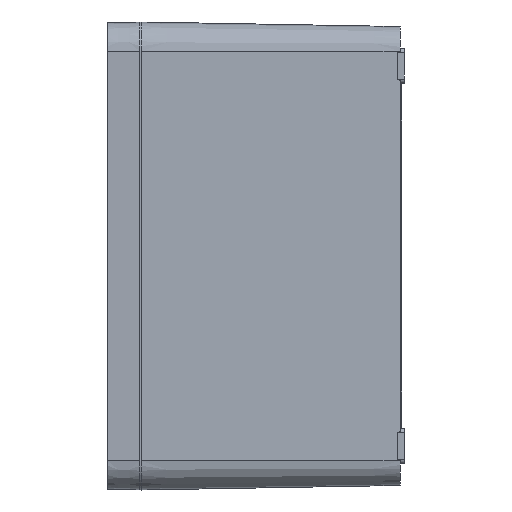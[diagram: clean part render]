
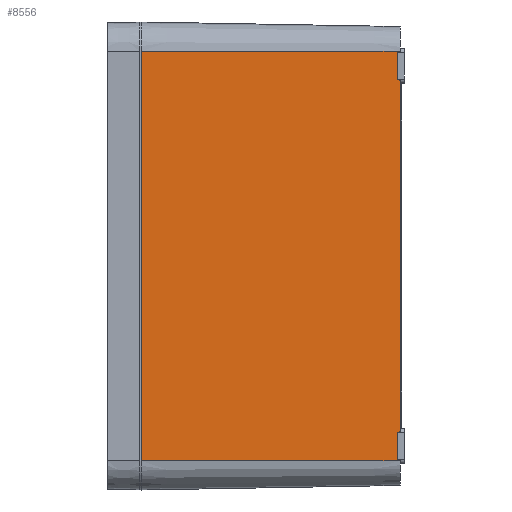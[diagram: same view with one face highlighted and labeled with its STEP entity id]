
A CAD part, left-side view. The second image highlights one B-rep face of the part: STEP entity #8556.
In plain terms, the highlighted planar face has unit normal (-1, -0.018, 0).
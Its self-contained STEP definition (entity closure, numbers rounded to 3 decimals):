
#168=ELLIPSE('',#9090,85.948,1.5);
#169=ELLIPSE('',#9094,85.948,1.5);
#170=ELLIPSE('',#9095,85.948,1.5);
#171=ELLIPSE('',#9096,85.948,1.5);
#968=LINE('',#11211,#1835);
#977=LINE('',#11238,#1844);
#979=LINE('',#11246,#1846);
#986=LINE('',#11275,#1853);
#1107=LINE('',#11839,#1974);
#1109=LINE('',#11849,#1976);
#1110=LINE('',#11853,#1977);
#1111=LINE('',#11857,#1978);
#1835=VECTOR('',#9499,10.);
#1844=VECTOR('',#9520,10.);
#1846=VECTOR('',#9526,10.);
#1853=VECTOR('',#9549,10.);
#1974=VECTOR('',#9746,10.);
#1976=VECTOR('',#9758,10.);
#1977=VECTOR('',#9761,10.);
#1978=VECTOR('',#9766,10.);
#2750=FACE_OUTER_BOUND('',#3234,.T.);
#3234=EDGE_LOOP('',(#6091,#6092,#6093,#6094,#6095,#6096,#6097,#6098,#6099,
#6100,#6101,#6102));
#3781=VERTEX_POINT('',#11166);
#3795=VERTEX_POINT('',#11205);
#3807=VERTEX_POINT('',#11235);
#3808=VERTEX_POINT('',#11237);
#3811=VERTEX_POINT('',#11243);
#3812=VERTEX_POINT('',#11245);
#3825=VERTEX_POINT('',#11272);
#3826=VERTEX_POINT('',#11274);
#3990=VERTEX_POINT('',#11841);
#3993=VERTEX_POINT('',#11850);
#3994=VERTEX_POINT('',#11852);
#3995=VERTEX_POINT('',#11855);
#4601=EDGE_CURVE('',#3795,#3781,#968,.T.);
#4613=EDGE_CURVE('',#3808,#3807,#977,.T.);
#4617=EDGE_CURVE('',#3811,#3812,#979,.T.);
#4632=EDGE_CURVE('',#3826,#3825,#986,.T.);
#4821=EDGE_CURVE('',#3781,#3825,#1107,.T.);
#4822=EDGE_CURVE('',#3826,#3990,#168,.T.);
#4826=EDGE_CURVE('',#3795,#3812,#1109,.T.);
#4827=EDGE_CURVE('',#3993,#3811,#169,.T.);
#4828=EDGE_CURVE('',#3993,#3994,#1110,.T.);
#4829=EDGE_CURVE('',#3808,#3994,#170,.T.);
#4830=EDGE_CURVE('',#3995,#3807,#171,.T.);
#4831=EDGE_CURVE('',#3995,#3990,#1111,.T.);
#6091=ORIENTED_EDGE('',*,*,#4632,.T.);
#6092=ORIENTED_EDGE('',*,*,#4821,.F.);
#6093=ORIENTED_EDGE('',*,*,#4601,.F.);
#6094=ORIENTED_EDGE('',*,*,#4826,.T.);
#6095=ORIENTED_EDGE('',*,*,#4617,.F.);
#6096=ORIENTED_EDGE('',*,*,#4827,.F.);
#6097=ORIENTED_EDGE('',*,*,#4828,.T.);
#6098=ORIENTED_EDGE('',*,*,#4829,.F.);
#6099=ORIENTED_EDGE('',*,*,#4613,.T.);
#6100=ORIENTED_EDGE('',*,*,#4830,.F.);
#6101=ORIENTED_EDGE('',*,*,#4831,.T.);
#6102=ORIENTED_EDGE('',*,*,#4822,.F.);
#8247=PLANE('',#9093);
#8556=ADVANCED_FACE('',(#2750),#8247,.T.);
#9090=AXIS2_PLACEMENT_3D('',#11842,#9749,#9750);
#9093=AXIS2_PLACEMENT_3D('',#11848,#9756,#9757);
#9094=AXIS2_PLACEMENT_3D('',#11851,#9759,#9760);
#9095=AXIS2_PLACEMENT_3D('',#11854,#9762,#9763);
#9096=AXIS2_PLACEMENT_3D('',#11856,#9764,#9765);
#9499=DIRECTION('',(0.,0.,1.));
#9520=DIRECTION('',(0.,0.,1.));
#9526=DIRECTION('',(0.,0.,-1.));
#9549=DIRECTION('',(0.,0.,1.));
#9746=DIRECTION('',(0.017,-1.,0.));
#9749=DIRECTION('center_axis',(-1.,-0.017,0.));
#9750=DIRECTION('ref_axis',(-0.017,1.,0.));
#9756=DIRECTION('center_axis',(-1.,-0.017,0.));
#9757=DIRECTION('ref_axis',(0.,0.,
-1.));
#9758=DIRECTION('',(0.017,-1.,0.));
#9759=DIRECTION('center_axis',(-1.,-0.017,0.));
#9760=DIRECTION('ref_axis',(-0.017,1.,0.));
#9761=DIRECTION('',(0.,0.,1.));
#9762=DIRECTION('center_axis',(-1.,-0.017,0.));
#9763=DIRECTION('ref_axis',(0.017,-1.,0.));
#9764=DIRECTION('center_axis',(-1.,-0.017,0.));
#9765=DIRECTION('ref_axis',(0.017,-1.,0.));
#9766=DIRECTION('',(0.,0.,1.));
#11166=CARTESIAN_POINT('',(-120.,0.,70.));
#11205=CARTESIAN_POINT('',(-120.,0.,-70.));
#11211=CARTESIAN_POINT('',(-120.,0.,-35.));
#11235=CARTESIAN_POINT('',(-118.455,-88.5,60.136));
#11237=CARTESIAN_POINT('',(-118.455,-88.5,-60.136));
#11238=CARTESIAN_POINT('',(-118.455,-88.5,-35.));
#11243=CARTESIAN_POINT('',(-118.455,-88.5,-69.864));
#11245=CARTESIAN_POINT('',(-118.455,-88.5,-70.));
#11246=CARTESIAN_POINT('',(-118.455,-88.5,-35.));
#11272=CARTESIAN_POINT('',(-118.455,-88.5,70.));
#11274=CARTESIAN_POINT('',(-118.455,-88.5,69.864));
#11275=CARTESIAN_POINT('',(-118.455,-88.5,-35.));
#11839=CARTESIAN_POINT('',(-120.,0.,70.));
#11841=CARTESIAN_POINT('',(-118.473,-87.5,69.785));
#11842=CARTESIAN_POINT('Origin',(-117.,-171.87,69.5));
#11848=CARTESIAN_POINT('Origin',(-120.,0.,-70.));
#11849=CARTESIAN_POINT('',(-120.,0.,-70.));
#11850=CARTESIAN_POINT('',(-118.473,-87.5,-69.785));
#11851=CARTESIAN_POINT('Origin',(-117.,-171.87,-69.5));
#11852=CARTESIAN_POINT('',(-118.473,-87.5,-60.215));
#11853=CARTESIAN_POINT('',(-118.473,-87.5,-67.5));
#11854=CARTESIAN_POINT('Origin',(-117.,-171.87,-60.5));
#11855=CARTESIAN_POINT('',(-118.473,-87.5,60.215));
#11856=CARTESIAN_POINT('Origin',(-117.,-171.87,60.5));
#11857=CARTESIAN_POINT('',(-118.473,-87.5,-2.5));
